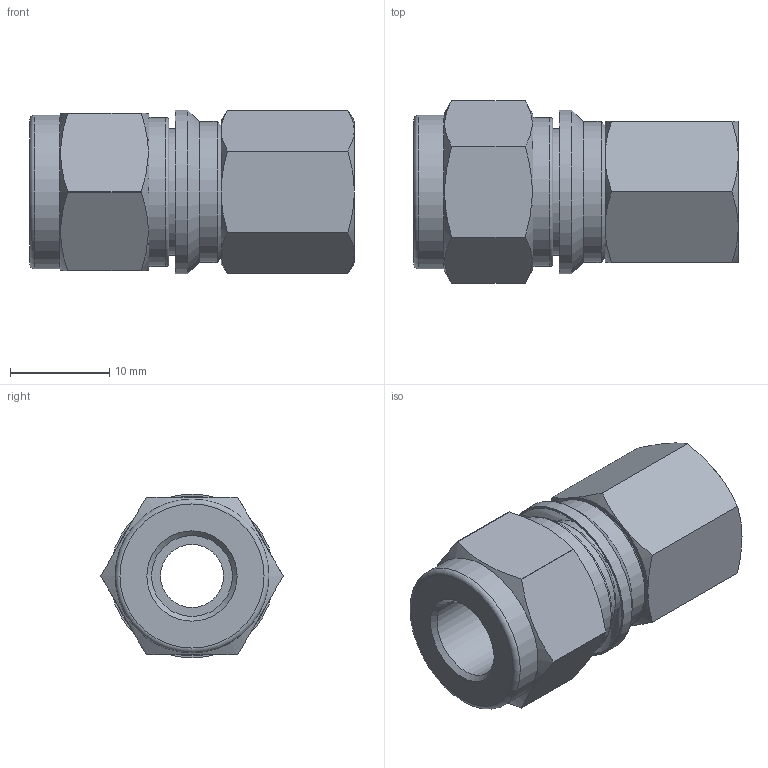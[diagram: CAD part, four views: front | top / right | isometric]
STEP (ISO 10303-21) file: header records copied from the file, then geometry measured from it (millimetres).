
FILE_DESCRIPTION(/* description */ (''),/* implementation_level */ '2;1');
FILE_NAME(/* name */ 'SFCI-5-2N.stp',/* time_stamp */ '2022-04-28T15:20:51+09:00',/* author */ ('user'),/* organization */ (''),/* preprocessor_version */ 'ST-DEVELOPER v18.1',/* originating_system */ 'Autodesk Inventor 2022',/* authorisation */ '');
FILE_SCHEMA (('AUTOMOTIVE_DESIGN { 1 0 10303 214 3 1 1 }'));
Length unit declared in the file: millimetre
Products named in the file (1): SFC-5-2N
Bounding box: 32.67 x 18.34 x 16.5 mm (x, y, z)
Volume: 4397 mm3; surface area: 3292.4 mm2
Topology: 1 solids, 1 shells, 61 faces, 134 edges, 81 vertices
Faces by surface type: cone 23, plane 20, cylinder 16, torus 2
Full cylindrical faces by diameter (mm): 6.35 x1, 8.14 x1, 8.2 x1, 11 x1, 11.4 x1, 12.7 x1, 14.2 x1, 15 x1, 15.5 x1, 16.5 x1
Entity records: 1676 total; most frequent: CARTESIAN_POINT 349, DIRECTION 281, ORIENTED_EDGE 268, EDGE_CURVE 134, AXIS2_PLACEMENT_3D 121, VERTEX_POINT 81, EDGE_LOOP 69, FACE_OUTER_BOUND 61
